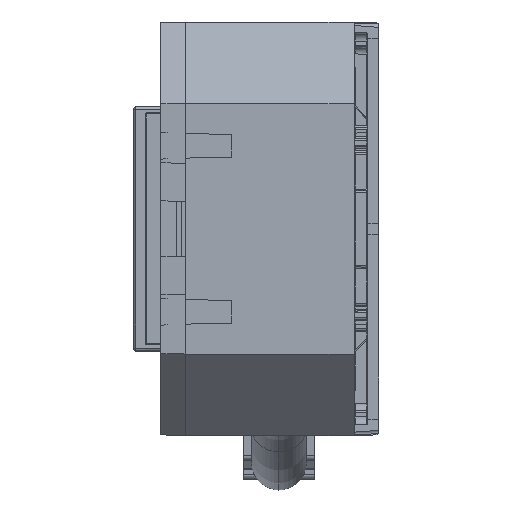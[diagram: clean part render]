
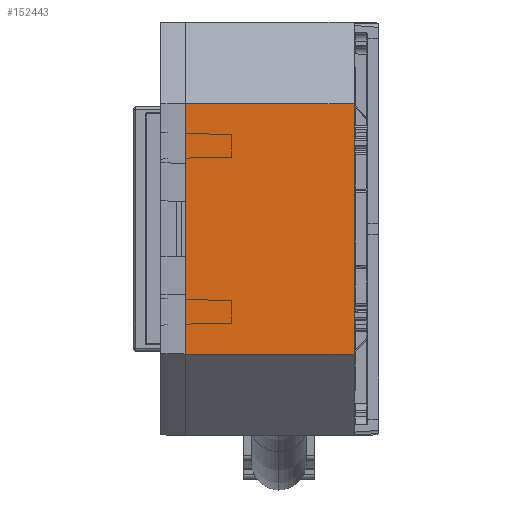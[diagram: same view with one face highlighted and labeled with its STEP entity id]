
A CAD part, left-side view. The second image highlights one B-rep face of the part: STEP entity #152443.
In plain terms, the highlighted planar face has unit normal (-1, 0, 0).
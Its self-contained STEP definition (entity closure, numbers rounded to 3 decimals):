
#1392 = AXIS2_PLACEMENT_3D ( 'NONE', #45055, #126313, #60249 ) ;
#12181 = CARTESIAN_POINT ( 'NONE',  ( -82.5, 23., 31. ) ) ;
#12377 = CARTESIAN_POINT ( 'NONE',  ( -82.5, -23., 31. ) ) ;
#22849 = VECTOR ( 'NONE', #25461, 1000. ) ;
#24190 = VERTEX_POINT ( 'NONE', #12181 ) ;
#24649 = ORIENTED_EDGE ( 'NONE', *, *, #122665, .T. ) ;
#25461 = DIRECTION ( 'NONE',  ( 0., 0., -1. ) ) ;
#34661 = ORIENTED_EDGE ( 'NONE', *, *, #115942, .F. ) ;
#37871 = CARTESIAN_POINT ( 'NONE',  ( -82.5, -23., 0. ) ) ;
#43543 = EDGE_LOOP ( 'NONE', ( #24649, #77814, #34661, #165745 ) ) ;
#45055 = CARTESIAN_POINT ( 'NONE',  ( -82.5, -23., 31. ) ) ;
#59199 = FACE_OUTER_BOUND ( 'NONE', #43543, .T. ) ;
#60249 = DIRECTION ( 'NONE',  ( 0., 0., -1. ) ) ;
#66000 = CARTESIAN_POINT ( 'NONE',  ( -82.5, 23., 31. ) ) ;
#66957 = EDGE_CURVE ( 'NONE', #134953, #104422, #159784, .T. ) ;
#67620 = EDGE_CURVE ( 'NONE', #24190, #82087, #114772, .T. ) ;
#77814 = ORIENTED_EDGE ( 'NONE', *, *, #66957, .F. ) ;
#82087 = VERTEX_POINT ( 'NONE', #124921 ) ;
#92263 = VECTOR ( 'NONE', #145129, 1000. ) ;
#92282 = CARTESIAN_POINT ( 'NONE',  ( -82.5, -23., 31. ) ) ;
#92787 = PLANE ( 'NONE',  #1392 ) ;
#104422 = VERTEX_POINT ( 'NONE', #37871 ) ;
#114772 = LINE ( 'NONE', #66000, #92263 ) ;
#115942 = EDGE_CURVE ( 'NONE', #24190, #134953, #192023, .T. ) ;
#122665 = EDGE_CURVE ( 'NONE', #82087, #104422, #182774, .T. ) ;
#124921 = CARTESIAN_POINT ( 'NONE',  ( -82.5, 23., 0. ) ) ;
#126313 = DIRECTION ( 'NONE',  ( 1., 0., 0. ) ) ;
#134953 = VERTEX_POINT ( 'NONE', #168416 ) ;
#142372 = VECTOR ( 'NONE', #197952, 1000. ) ;
#145129 = DIRECTION ( 'NONE',  ( 0., 0., -1. ) ) ;
#148174 = VECTOR ( 'NONE', #174633, 1000. ) ;
#152443 = ADVANCED_FACE ( 'NONE', ( #59199 ), #92787, .F. ) ;
#159784 = LINE ( 'NONE', #12377, #22849 ) ;
#165745 = ORIENTED_EDGE ( 'NONE', *, *, #67620, .T. ) ;
#168416 = CARTESIAN_POINT ( 'NONE',  ( -82.5, -23., 31. ) ) ;
#174633 = DIRECTION ( 'NONE',  ( 0., -1., 0. ) ) ;
#182774 = LINE ( 'NONE', #212077, #142372 ) ;
#192023 = LINE ( 'NONE', #92282, #148174 ) ;
#197952 = DIRECTION ( 'NONE',  ( 0., -1., 0. ) ) ;
#212077 = CARTESIAN_POINT ( 'NONE',  ( -82.5, -23., 0. ) ) ;
